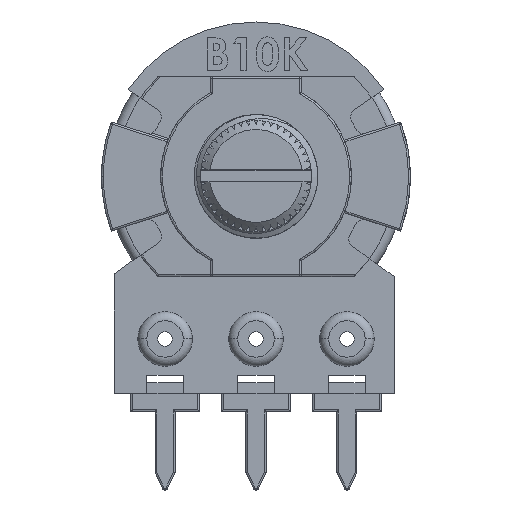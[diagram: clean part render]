
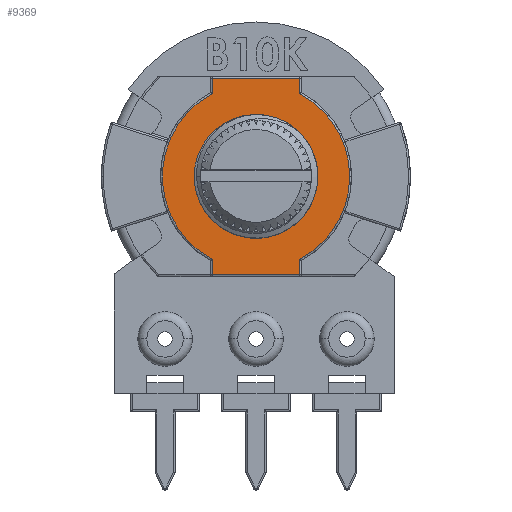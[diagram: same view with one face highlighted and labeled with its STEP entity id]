
A CAD part, top view. The second image highlights one B-rep face of the part: STEP entity #9369.
In plain terms, the highlighted planar face has unit normal (0, 0, 1).
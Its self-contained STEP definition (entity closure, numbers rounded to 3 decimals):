
#68 = DIRECTION ( 'NONE',  ( 1., 0., 0. ) ) ;
#591 = PLANE ( 'NONE',  #16975 ) ;
#732 = CARTESIAN_POINT ( 'NONE',  ( -2.4, -5.4, 2.2 ) ) ;
#819 = ORIENTED_EDGE ( 'NONE', *, *, #3118, .F. ) ;
#1187 = VERTEX_POINT ( 'NONE', #15634 ) ;
#1253 = DIRECTION ( 'NONE',  ( 0., 0., 1. ) ) ;
#1338 = VECTOR ( 'NONE', #14896, 1000. ) ;
#1418 = EDGE_CURVE ( 'NONE', #10572, #15535, #7343, .T. ) ;
#1943 = CARTESIAN_POINT ( 'NONE',  ( 0., 0., 2.2 ) ) ;
#2000 = DIRECTION ( 'NONE',  ( 0., 0., 1. ) ) ;
#2247 = CARTESIAN_POINT ( 'NONE',  ( 2.4, -4.557, 2.2 ) ) ;
#2815 = VERTEX_POINT ( 'NONE', #9840 ) ;
#2953 = ORIENTED_EDGE ( 'NONE', *, *, #10524, .T. ) ;
#3017 = CARTESIAN_POINT ( 'NONE',  ( 2.4, 4.557, 2.2 ) ) ;
#3118 = EDGE_CURVE ( 'NONE', #10615, #12201, #17771, .T. ) ;
#3366 = DIRECTION ( 'NONE',  ( 1., 0., 0. ) ) ;
#3431 = CARTESIAN_POINT ( 'NONE',  ( 0., 0., 2.2 ) ) ;
#3448 = ORIENTED_EDGE ( 'NONE', *, *, #16688, .T. ) ;
#3815 = VECTOR ( 'NONE', #16405, 1000. ) ;
#4025 = VECTOR ( 'NONE', #9969, 1000. ) ;
#4261 = LINE ( 'NONE', #15001, #3815 ) ;
#4291 = VERTEX_POINT ( 'NONE', #16600 ) ;
#4490 = EDGE_LOOP ( 'NONE', ( #2953, #13050, #5748, #11348, #11141, #14746, #3448, #10159, #17378 ) ) ;
#4803 = CARTESIAN_POINT ( 'NONE',  ( 2.4, 5.4, 2.2 ) ) ;
#4842 = DIRECTION ( 'NONE',  ( 1., 0., 0. ) ) ;
#4956 = DIRECTION ( 'NONE',  ( 0., -1., 0. ) ) ;
#5108 = VERTEX_POINT ( 'NONE', #4803 ) ;
#5326 = VECTOR ( 'NONE', #10183, 1000. ) ;
#5669 = CARTESIAN_POINT ( 'NONE',  ( -2.4, 4.557, 2.2 ) ) ;
#5688 = AXIS2_PLACEMENT_3D ( 'NONE', #3431, #13220, #4842 ) ;
#5748 = ORIENTED_EDGE ( 'NONE', *, *, #11832, .T. ) ;
#5955 = CARTESIAN_POINT ( 'NONE',  ( 2.5, -5.4, 2.2 ) ) ;
#6021 = VERTEX_POINT ( 'NONE', #5669 ) ;
#6459 = CARTESIAN_POINT ( 'NONE',  ( 0., 0., 2.2 ) ) ;
#6508 = CARTESIAN_POINT ( 'NONE',  ( -2.4, 4.617, 2.2 ) ) ;
#6809 = VERTEX_POINT ( 'NONE', #732 ) ;
#6850 = EDGE_CURVE ( 'NONE', #2815, #6021, #16247, .T. ) ;
#7343 = CIRCLE ( 'NONE', #12558, 5.15 ) ;
#7680 = CARTESIAN_POINT ( 'NONE',  ( 0., -3.4, 2.2 ) ) ;
#7759 = LINE ( 'NONE', #8582, #4025 ) ;
#7885 = DIRECTION ( 'NONE',  ( 1., 0., 0. ) ) ;
#7959 = CARTESIAN_POINT ( 'NONE',  ( 2.4, -4.617, 2.2 ) ) ;
#8182 = CIRCLE ( 'NONE', #14495, 5.15 ) ;
#8502 = DIRECTION ( 'NONE',  ( 0., 0., 1. ) ) ;
#8582 = CARTESIAN_POINT ( 'NONE',  ( -2.5, 5.4, 2.2 ) ) ;
#8798 = LINE ( 'NONE', #13341, #9252 ) ;
#9045 = LINE ( 'NONE', #5955, #5326 ) ;
#9143 = EDGE_CURVE ( 'NONE', #6809, #1187, #9045, .T. ) ;
#9224 = EDGE_CURVE ( 'NONE', #6021, #4291, #8182, .T. ) ;
#9252 = VECTOR ( 'NONE', #4956, 1000. ) ;
#9369 = ADVANCED_FACE ( 'NONE', ( #15809, #12091 ), #591, .T. ) ;
#9684 = CARTESIAN_POINT ( 'NONE',  ( 0., 0., 2.2 ) ) ;
#9840 = CARTESIAN_POINT ( 'NONE',  ( -2.4, 5.4, 2.2 ) ) ;
#9969 = DIRECTION ( 'NONE',  ( -1., 0., 0. ) ) ;
#9972 = EDGE_CURVE ( 'NONE', #15535, #16736, #17994, .T. ) ;
#10159 = ORIENTED_EDGE ( 'NONE', *, *, #6850, .T. ) ;
#10183 = DIRECTION ( 'NONE',  ( 1., 0., 0. ) ) ;
#10414 = CARTESIAN_POINT ( 'NONE',  ( 0., 0., 2.2 ) ) ;
#10524 = EDGE_CURVE ( 'NONE', #4291, #6809, #8798, .T. ) ;
#10572 = VERTEX_POINT ( 'NONE', #2247 ) ;
#10615 = VERTEX_POINT ( 'NONE', #13786 ) ;
#10831 = DIRECTION ( 'NONE',  ( 0., 1., 0. ) ) ;
#10953 = VECTOR ( 'NONE', #10831, 1000. ) ;
#11074 = DIRECTION ( 'NONE',  ( 1., 0., 0. ) ) ;
#11141 = ORIENTED_EDGE ( 'NONE', *, *, #9972, .T. ) ;
#11311 = CIRCLE ( 'NONE', #16790, 3.4 ) ;
#11348 = ORIENTED_EDGE ( 'NONE', *, *, #1418, .T. ) ;
#11759 = DIRECTION ( 'NONE',  ( 0., 0., 1. ) ) ;
#11814 = DIRECTION ( 'NONE',  ( 1., 0., 0. ) ) ;
#11832 = EDGE_CURVE ( 'NONE', #1187, #10572, #14647, .T. ) ;
#12091 = FACE_BOUND ( 'NONE', #12111, .T. ) ;
#12111 = EDGE_LOOP ( 'NONE', ( #14226, #819 ) ) ;
#12201 = VERTEX_POINT ( 'NONE', #7680 ) ;
#12558 = AXIS2_PLACEMENT_3D ( 'NONE', #6459, #16260, #7885 ) ;
#13050 = ORIENTED_EDGE ( 'NONE', *, *, #9143, .T. ) ;
#13220 = DIRECTION ( 'NONE',  ( 0., 0., 1. ) ) ;
#13341 = CARTESIAN_POINT ( 'NONE',  ( -2.4, -5.5, 2.2 ) ) ;
#13786 = CARTESIAN_POINT ( 'NONE',  ( -2.404, -2.404, 2.2 ) ) ;
#14226 = ORIENTED_EDGE ( 'NONE', *, *, #15661, .F. ) ;
#14495 = AXIS2_PLACEMENT_3D ( 'NONE', #1943, #11759, #3366 ) ;
#14647 = LINE ( 'NONE', #7959, #10953 ) ;
#14746 = ORIENTED_EDGE ( 'NONE', *, *, #16430, .T. ) ;
#14896 = DIRECTION ( 'NONE',  ( 0., -1., 0. ) ) ;
#15001 = CARTESIAN_POINT ( 'NONE',  ( 2.4, 5.5, 2.2 ) ) ;
#15163 = CARTESIAN_POINT ( 'NONE',  ( 5.15, 0., 2.2 ) ) ;
#15535 = VERTEX_POINT ( 'NONE', #15163 ) ;
#15634 = CARTESIAN_POINT ( 'NONE',  ( 2.4, -5.4, 2.2 ) ) ;
#15661 = EDGE_CURVE ( 'NONE', #12201, #10615, #11311, .T. ) ;
#15809 = FACE_OUTER_BOUND ( 'NONE', #4490, .T. ) ;
#16247 = LINE ( 'NONE', #6508, #1338 ) ;
#16260 = DIRECTION ( 'NONE',  ( 0., 0., 1. ) ) ;
#16405 = DIRECTION ( 'NONE',  ( 0., 1., 0. ) ) ;
#16430 = EDGE_CURVE ( 'NONE', #16736, #5108, #4261, .T. ) ;
#16600 = CARTESIAN_POINT ( 'NONE',  ( -2.4, -4.557, 2.2 ) ) ;
#16688 = EDGE_CURVE ( 'NONE', #5108, #2815, #7759, .T. ) ;
#16736 = VERTEX_POINT ( 'NONE', #3017 ) ;
#16790 = AXIS2_PLACEMENT_3D ( 'NONE', #16867, #8502, #68 ) ;
#16867 = CARTESIAN_POINT ( 'NONE',  ( 0., 0., 2.2 ) ) ;
#16975 = AXIS2_PLACEMENT_3D ( 'NONE', #10414, #2000, #11814 ) ;
#17190 = AXIS2_PLACEMENT_3D ( 'NONE', #9684, #1253, #11074 ) ;
#17378 = ORIENTED_EDGE ( 'NONE', *, *, #9224, .T. ) ;
#17771 = CIRCLE ( 'NONE', #5688, 3.4 ) ;
#17994 = CIRCLE ( 'NONE', #17190, 5.15 ) ;
